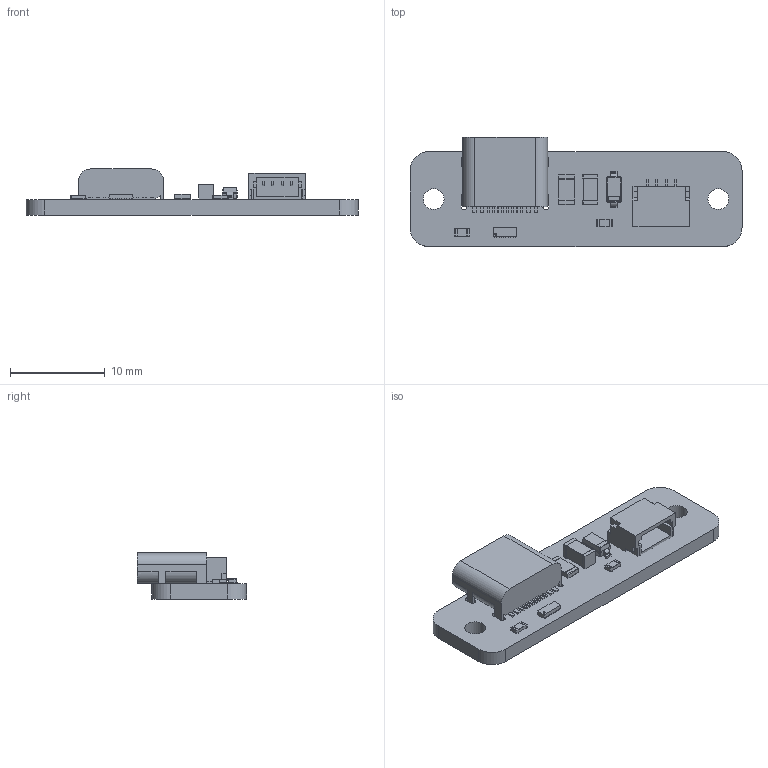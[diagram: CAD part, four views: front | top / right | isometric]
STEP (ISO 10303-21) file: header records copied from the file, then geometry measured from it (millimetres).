
FILE_DESCRIPTION(('KiCad electronic assembly'),'2;1');
FILE_NAME('Eclipse Voyager.step','2022-08-06T07:11:38',('An Author'),( 'A Company'),'Open CASCADE STEP processor 7.5', 'KiCad to STEP converter','Unknown');
FILE_SCHEMA(('AUTOMOTIVE_DESIGN { 1 0 10303 214 1 1 1 1 }'));
Length unit declared in the file: millimetre
Products named in the file (16): Open CASCADE STEP translator 7.5 1; Fuse_1206_3216Metric; SOLID; USON-10_2.5x1.0mm_P0.5mm; R_0603_1608Metric; L_1206_3216Metric; D_SOD-123; SM04B-SRSS-TB; TYPE-C-31-M-12; COMPOUND
Assembly tree (16 placements, depth 3):
  Open CASCADE STEP translator 7.5 1
    Fuse_1206_3216Metric
      SOLID
    USON-10_2.5x1.0mm_P0.5mm
      SOLID
    R_0603_1608Metric  x2
      SOLID
    L_1206_3216Metric
      SOLID
    D_SOD-123
      SOLID
    SM04B-SRSS-TB
      SOLID
    TYPE-C-31-M-12
      SOLID
    COMPOUND
Bounding box: 35 x 11.5 x 4.86 mm (x, y, z)
Volume: 695.9 mm3; surface area: 1545.4 mm2
Topology: 9 solids, 9 shells, 498 faces, 1329 edges, 862 vertices
Faces by surface type: plane 369, cylinder 93, bspline 26, cone 10
Full cylindrical faces by diameter (mm): 0.2 x1, 0.5 x2, 0.65 x2, 2.2 x2
Entity records: 33626 total; most frequent: CARTESIAN_POINT 5828, DIRECTION 4734, LINE 3325, VECTOR 3325, ORIENTED_EDGE 2522, PCURVE 2522, DEFINITIONAL_REPRESENTATION 2522, EDGE_CURVE 1261
